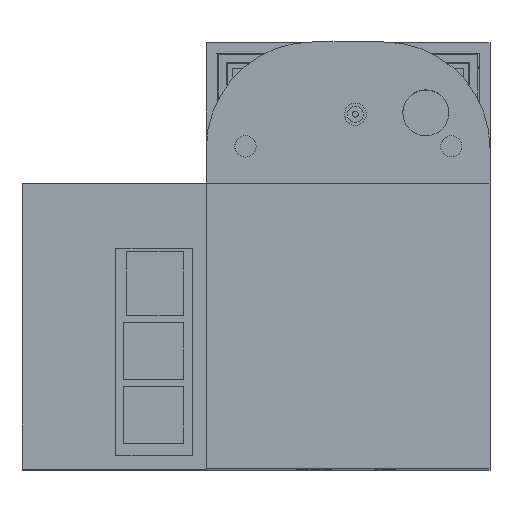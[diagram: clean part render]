
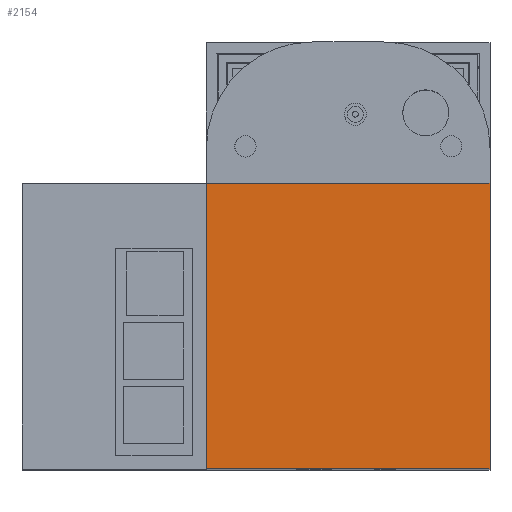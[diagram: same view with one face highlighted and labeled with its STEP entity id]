
A CAD part, top view. The second image highlights one B-rep face of the part: STEP entity #2154.
In plain terms, the highlighted planar face has unit normal (0, 0, 1).
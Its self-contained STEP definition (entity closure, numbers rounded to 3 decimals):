
#2154=ADVANCED_FACE('',(#3484),#2933,.T.);
#2933=PLANE('',#14716);
#3484=FACE_OUTER_BOUND('',#4179,.T.);
#4179=EDGE_LOOP('',(#5518,#5519,#5520,#5521));
#5518=ORIENTED_EDGE('',*,*,#10626,.T.);
#5519=ORIENTED_EDGE('',*,*,#10630,.T.);
#5520=ORIENTED_EDGE('',*,*,#10633,.T.);
#5521=ORIENTED_EDGE('',*,*,#10635,.T.);
#9226=VERTEX_POINT('',#18720);
#9227=VERTEX_POINT('',#18722);
#9229=VERTEX_POINT('',#18728);
#9231=VERTEX_POINT('',#18734);
#10626=EDGE_CURVE('',#9227,#9226,#12536,.T.);
#10630=EDGE_CURVE('',#9226,#9229,#12540,.T.);
#10633=EDGE_CURVE('',#9229,#9231,#12543,.T.);
#10635=EDGE_CURVE('',#9231,#9227,#12545,.T.);
#12536=LINE('',#18721,#13556);
#12540=LINE('',#18729,#13560);
#12543=LINE('',#18735,#13563);
#12545=LINE('',#18738,#13565);
#13556=VECTOR('',#15808,1.);
#13560=VECTOR('',#15814,1.);
#13563=VECTOR('',#15819,1.);
#13565=VECTOR('',#15823,1.);
#14716=AXIS2_PLACEMENT_3D('',#18740,#15826,#15827);
#15808=DIRECTION('',(-1.,0.,0.));
#15814=DIRECTION('',(0.,-1.,0.));
#15819=DIRECTION('',(1.,0.,0.));
#15823=DIRECTION('',(0.,1.,0.));
#15826=DIRECTION('',(0.,0.,1.));
#15827=DIRECTION('',(1.,0.,0.));
#18720=CARTESIAN_POINT('',(-5.,0.,168.5));
#18721=CARTESIAN_POINT('',(75.,0.,168.5));
#18722=CARTESIAN_POINT('',(75.,0.,168.5));
#18728=CARTESIAN_POINT('',(-5.,-80.5,168.5));
#18729=CARTESIAN_POINT('',(-5.,0.,168.5));
#18734=CARTESIAN_POINT('',(75.,-80.5,168.5));
#18735=CARTESIAN_POINT('',(0.,-80.5,168.5));
#18738=CARTESIAN_POINT('',(75.,-80.5,168.5));
#18740=CARTESIAN_POINT('',(0.,0.,168.5));
